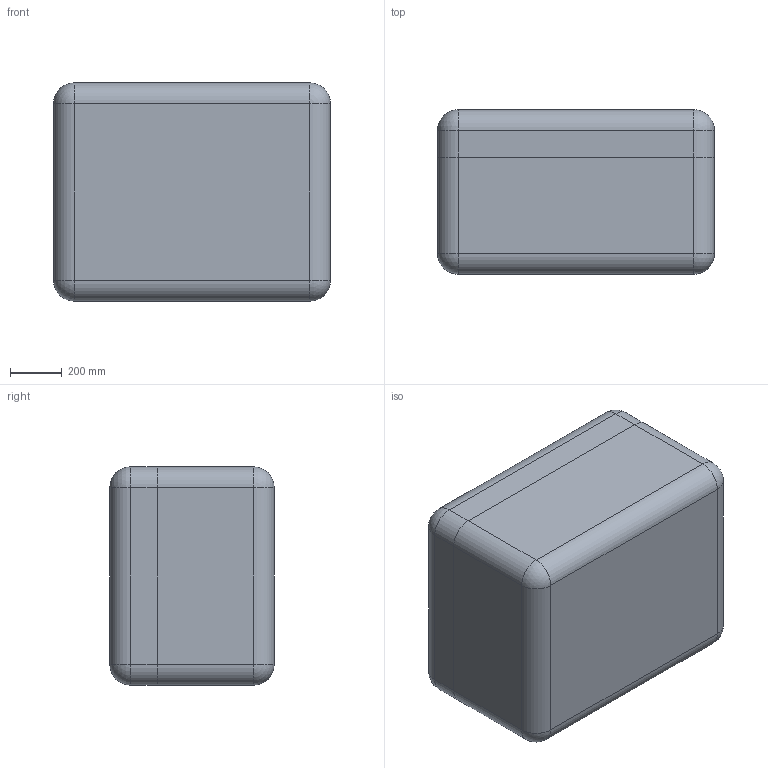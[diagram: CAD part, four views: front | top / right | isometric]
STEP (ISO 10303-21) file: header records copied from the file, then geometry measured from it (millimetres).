
FILE_DESCRIPTION (( 'STEP AP214' ), '1' );
FILE_NAME ('Òðàíñïîðòíûé êîíòåéíåð ÀÄÌÈÐÀË®ÏÐÎÔÅÑÑÈÎÍÀËÜÍÛÅ 212_óïðîùåííàÿ 3D-ìîäåëü.STEP', '2025-09-17T07:40:18', ( '' ), ( '' ), 'SwSTEP 2.0', 'SolidWorks 2021', '' );
FILE_SCHEMA (( 'AUTOMOTIVE_DESIGN' ));
Length unit declared in the file: millimetre
Products named in the file (3): Òðàíñïîðòíûé êîíòåéíåð ÀÄÌÈÐÀË®ÏÐÎÔÅÑÑÈÎÍÀËÜÍÛÅ 212_óïðîùåííàÿ 3D-ìîäåëü; Êðûøêà 212; 扻豵鵨 212
Assembly tree (2 placements, depth 2):
  Òðàíñïîðòíûé êîíòåéíåð ÀÄÌÈÐÀË®ÏÐÎÔÅÑÑÈÎÍÀËÜÍÛÅ 212_óïðîùåííàÿ 3D-ìîäåëü
    扻豵鵨 212
    Êðûøêà 212
Bounding box: 1069.66 x 634.79 x 843.42 mm (x, y, z)
Volume: 186845949.7 mm3; surface area: 8883035.4 mm2
Topology: 2 solids, 2 shells, 2071 faces, 5114 edges, 2988 vertices
Faces by surface type: cylinder 868, plane 451, bspline 440, torus 236, sphere 48, cone 28
Entity records: 85102 total; most frequent: CARTESIAN_POINT 39334, ORIENTED_EDGE 10004, DIRECTION 9250, EDGE_CURVE 5002, AXIS2_PLACEMENT_3D 3660, VERTEX_POINT 2988, EDGE_LOOP 2136, ADVANCED_FACE 2071
